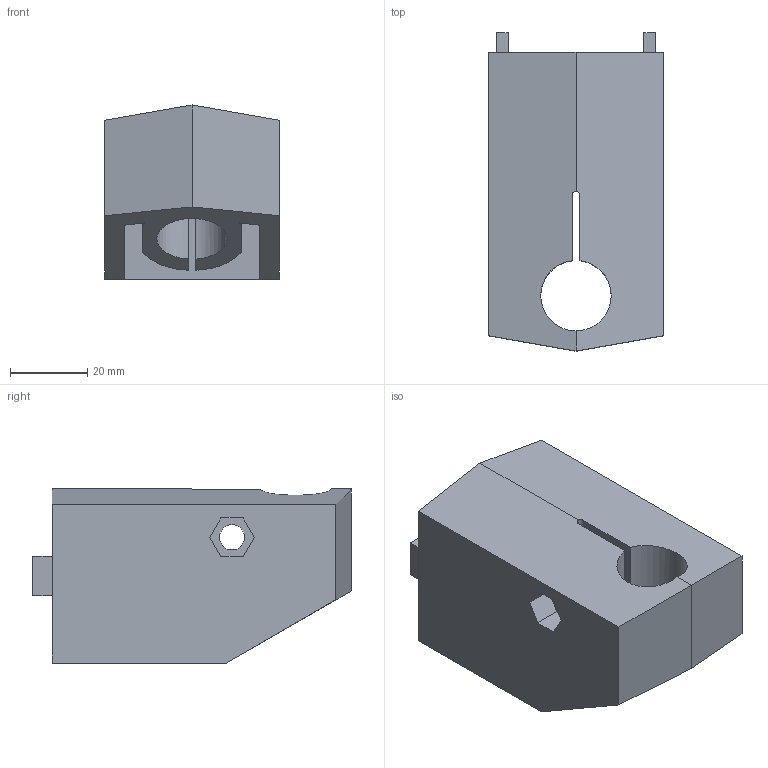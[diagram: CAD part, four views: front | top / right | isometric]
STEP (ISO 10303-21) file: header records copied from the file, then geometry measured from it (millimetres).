
FILE_DESCRIPTION(('STEP AP214'),'1');
FILE_NAME('cctmp_C30FB216-FEB2-45F1-A278-D0B392AB4D08_2020_1_16_6_38_51_213..stp','2020-01-16T05:38:51',('Bosch Rexroth AG'),('CADClick - www.CADClick.com'),'Spatial InterOp 3D',' ','unknown authorization - (Healing Option Enabled)');
FILE_SCHEMA(('AUTOMOTIVE_DESIGN'));
Length unit declared in the file: millimetre
Products named in the file (1): 2020_01_16__06-38-51-213
Bounding box: 45 x 82.3 x 45 mm (x, y, z)
Volume: 63867.9 mm3; surface area: 25508.4 mm2
Topology: 1 solids, 1 shells, 63 faces, 176 edges, 117 vertices
Faces by surface type: plane 47, cylinder 16
Entity records: 2564 total; most frequent: CARTESIAN_POINT 357, ORIENTED_EDGE 352, DIRECTION 338, EDGE_CURVE 176, LINE 142, VECTOR 142, VERTEX_POINT 117, AXIS2_PLACEMENT_3D 98
